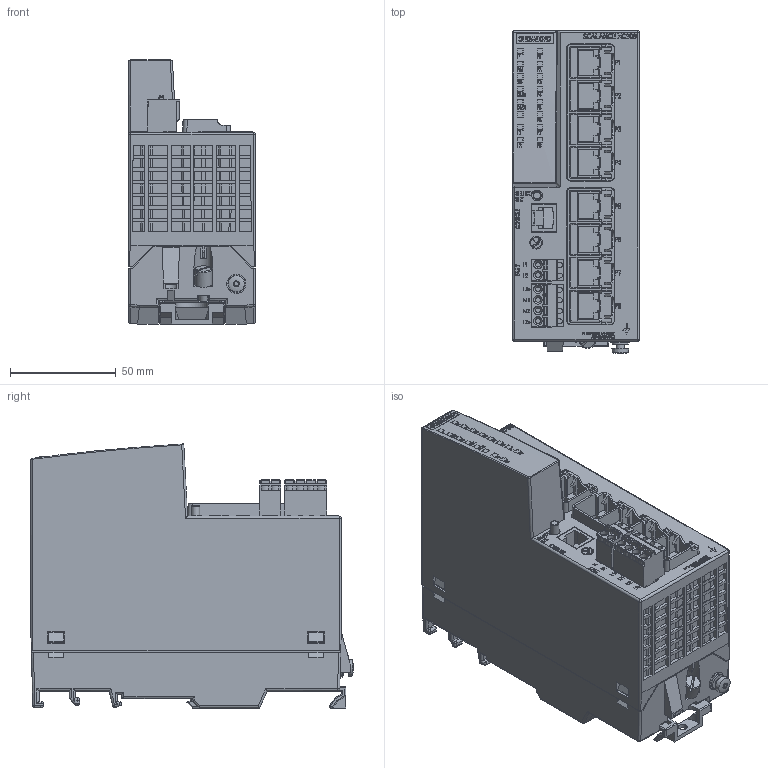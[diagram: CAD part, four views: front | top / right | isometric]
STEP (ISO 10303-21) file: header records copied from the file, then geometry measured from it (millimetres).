
FILE_DESCRIPTION (( 'STEP AP214' ), '1' );
FILE_NAME ('6GK52080BA002AC2_001_STEP.STEP', '2016-08-15T11:51:00', ( '' ), ( '' ), 'SwSTEP 2.0', 'SolidWorks 2014', '' );
FILE_SCHEMA (( 'AUTOMOTIVE_DESIGN' ));
Length unit declared in the file: millimetre
Products named in the file (7): Stecker_1; Body; 6GK52080BA002AC2_001_STEP; Beschriftung; Adapter; C-Plug; Stecker_2
Assembly tree (6 placements, depth 2):
  6GK52080BA002AC2_001_STEP
    Body
    Stecker_1
    Stecker_2
    C-Plug
    Adapter
    Beschriftung
Bounding box: 60 x 152.65 x 125 mm (x, y, z)
Volume: 758093.2 mm3; surface area: 101827.2 mm2
Topology: 5 solids, 134 shells, 2828 faces, 8747 edges, 6243 vertices
Faces by surface type: plane 2221, cylinder 532, bspline 34, sphere 23, cone 10, torus 8
Full cylindrical faces by diameter (mm): 0.45 x24, 1.4 x6, 2 x2, 2.3 x6, 2.8 x6, 3 x16, 3.127 x1, 3.9 x1, 4 x11, 4.2 x1, 5 x1, 6 x2, 6.957 x1, 7 x1, 7.6 x1, 8.139 x1, 9 x1
Entity records: 117573 total; most frequent: CARTESIAN_POINT 27971, ORIENTED_EDGE 15694, DIRECTION 13644, EDGE_CURVE 8629, VECTOR 6584, LINE 6584, VERTEX_POINT 6233, AXIS2_PLACEMENT_3D 3530
